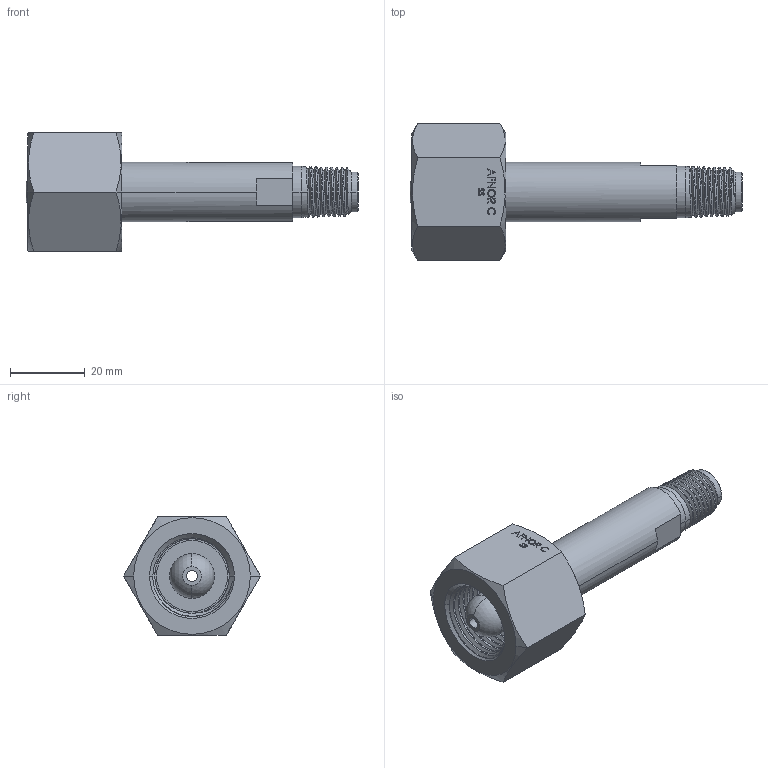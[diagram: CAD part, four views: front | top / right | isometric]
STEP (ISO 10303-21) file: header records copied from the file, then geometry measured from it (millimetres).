
FILE_DESCRIPTION (( 'STEP AP203' ), '1' );
FILE_NAME ('INL-AFNORCSS-4M-56.STEP', '2025-09-12T14:28:46', ( '' ), ( '' ), 'SwSTEP 2.0', 'SolidWorks 2018', '' );
FILE_SCHEMA (( 'CONFIG_CONTROL_DESIGN' ));
Length unit declared in the file: inch
Products named in the file (3): INL-AFNORCSS-4M-56; PRT-0015652; PRT-000499
Assembly tree (2 placements, depth 2):
  INL-AFNORCSS-4M-56
    PRT-000499
    PRT-0015652
Bounding box: 88.9 x 36.66 x 31.75 mm (x, y, z)
Volume: 27991.3 mm3; surface area: 11939.2 mm2
Topology: 2 solids, 2 shells, 198 faces, 520 edges, 341 vertices
Faces by surface type: plane 77, bspline 58, cone 31, cylinder 30, sphere 2
Entity records: 17799 total; most frequent: CARTESIAN_POINT 13095, ORIENTED_EDGE 1040, DIRECTION 676, EDGE_CURVE 520, VERTEX_POINT 341, VECTOR 272, LINE 272, EDGE_LOOP 217
